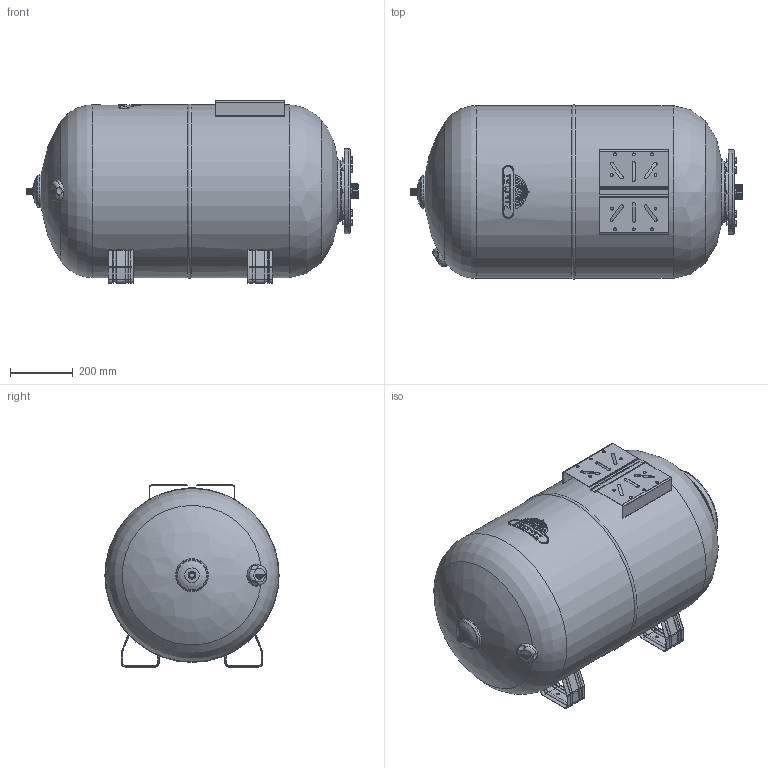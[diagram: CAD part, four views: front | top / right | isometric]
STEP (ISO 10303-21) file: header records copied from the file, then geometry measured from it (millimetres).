
FILE_DESCRIPTION(/* description */ (''),/* implementation_level */ '2;1');
FILE_NAME(/* name */ '10_ULTRA-PRO 200L Н 10bar_11000200051.stp',/* time_stamp */ '2019-09-05T12:31:47+03:00',/* author */ ('shkarinov'),/* organization */ (''),/* preprocessor_version */ 'ST-DEVELOPER v16.5',/* originating_system */ 'Autodesk Inventor 2017',/* authorisation */ '');
FILE_SCHEMA (('AUTOMOTIVE_DESIGN { 1 0 10303 214 3 1 1 }'));
Length unit declared in the file: inch
Products named in the file (1): 10_ULTRA-PRO 200L Н 10bar_11000200051
Bounding box: 1057.61 x 555.33 x 580 mm (x, y, z)
Volume: 204851353.1 mm3; surface area: 2381665.5 mm2
Topology: 1 solids, 1 shells, 930 faces, 2251 edges, 1375 vertices
Faces by surface type: plane 428, cylinder 251, cone 113, bspline 74, torus 61, sphere 3
Full cylindrical faces by diameter (mm): 9 x10, 10 x8, 12 x16, 15 x1, 25.02 x1, 42.667 x1, 51.2 x1, 103.79 x1, 142 x1, 260 x1, 262 x1, 270 x1, 550 x2
Entity records: 32123 total; most frequent: CARTESIAN_POINT 10243, DIRECTION 4294, ORIENTED_EDGE 4196, EDGE_CURVE 2096, AXIS2_PLACEMENT_3D 1559, VERTEX_POINT 1352, EDGE_LOOP 1188, LINE 1176
